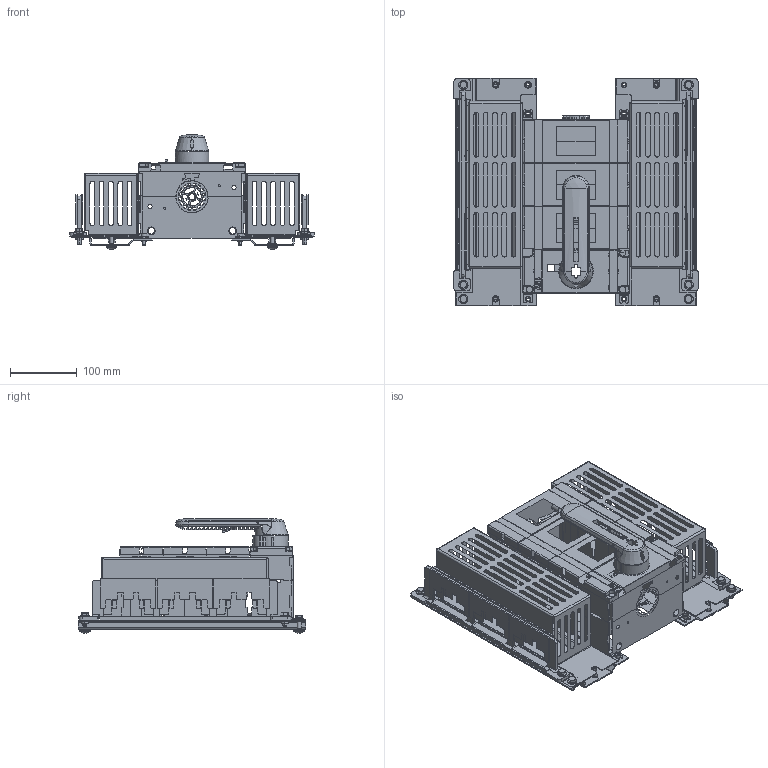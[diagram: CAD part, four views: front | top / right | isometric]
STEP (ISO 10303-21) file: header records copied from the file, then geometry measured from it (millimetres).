
FILE_DESCRIPTION (( 'STEP AP203' ), '1' );
FILE_NAME ('6305,0252,01_Dummy_Surface.STEP', '2017-08-02T09:43:33', ( '' ), ( '' ), 'SwSTEP 2.0', 'SolidWorks 2013', '' );
FILE_SCHEMA (( 'CONFIG_CONTROL_DESIGN' ));
Length unit declared in the file: millimetre
Products named in the file (1): 6305,0252,01_Dummy_Surface
Bounding box: 367 x 341.5 x 172.29 mm (x, y, z)
Surface area: 560246.2 mm2 (no closed solid volume)
Topology: 0 solids, 173 shells, 723 faces, 5599 edges, 4978 vertices
Faces by surface type: plane 412, cylinder 219, cone 48, torus 17, bspline 15, sphere 12
Entity records: 58551 total; most frequent: CARTESIAN_POINT 20188, DIRECTION 7115, ORIENTED_EDGE 6492, EDGE_CURVE 5598, VERTEX_POINT 4978, LINE 3219, VECTOR 3219, AXIS2_PLACEMENT_3D 1948
